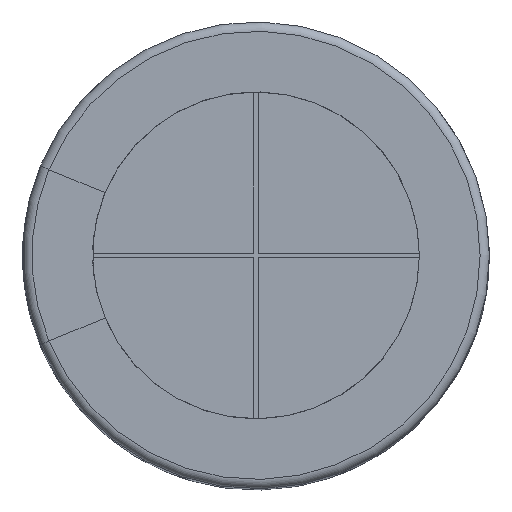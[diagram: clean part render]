
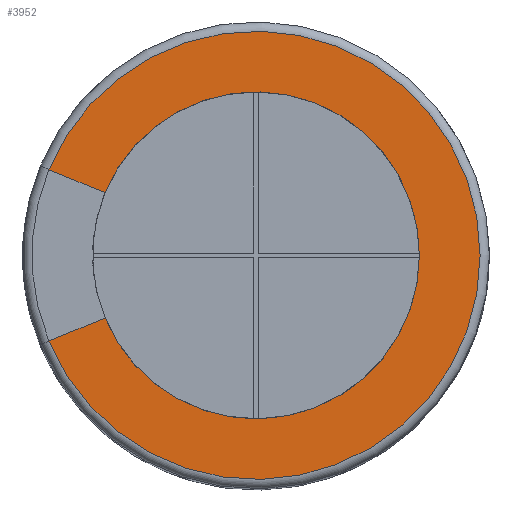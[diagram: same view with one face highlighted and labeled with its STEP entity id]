
A CAD part, top view. The second image highlights one B-rep face of the part: STEP entity #3952.
In plain terms, the highlighted planar face has unit normal (0, 0, 1).
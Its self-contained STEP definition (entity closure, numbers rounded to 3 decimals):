
#3603 = TOROIDAL_SURFACE('',#3604,4.8,0.2);
#3604 = AXIS2_PLACEMENT_3D('',#3605,#3606,#3607);
#3605 = CARTESIAN_POINT('',(0.,0.,15.8));
#3606 = DIRECTION('',(0.,0.,1.));
#3607 = DIRECTION('',(-0.924,0.383,0.));
#3620 = VERTEX_POINT('',#3621);
#3621 = CARTESIAN_POINT('',(-4.435,1.837,16.));
#3643 = VERTEX_POINT('',#3644);
#3644 = CARTESIAN_POINT('',(-4.435,-1.837,16.));
#3659 = PLANE('',#3660);
#3660 = AXIS2_PLACEMENT_3D('',#3661,#3662,#3663);
#3661 = CARTESIAN_POINT('',(0.,0.,16.));
#3662 = DIRECTION('',(0.,-0.,-1.));
#3663 = DIRECTION('',(-0.924,-0.383,0.));
#3840 = EDGE_CURVE('',#3620,#3643,#3841,.T.);
#3841 = SURFACE_CURVE('',#3842,(#3847,#3854),.PCURVE_S1.);
#3842 = CIRCLE('',#3843,4.8);
#3843 = AXIS2_PLACEMENT_3D('',#3844,#3845,#3846);
#3844 = CARTESIAN_POINT('',(0.,0.,16.));
#3845 = DIRECTION('',(0.,0.,-1.));
#3846 = DIRECTION('',(-0.924,0.383,0.));
#3847 = PCURVE('',#3603,#3848);
#3848 = DEFINITIONAL_REPRESENTATION('',(#3849),#3853);
#3849 = LINE('',#3850,#3851);
#3850 = CARTESIAN_POINT('',(-0.,1.571));
#3851 = VECTOR('',#3852,1.);
#3852 = DIRECTION('',(-1.,0.));
#3853 = ( GEOMETRIC_REPRESENTATION_CONTEXT(2)
PARAMETRIC_REPRESENTATION_CONTEXT() REPRESENTATION_CONTEXT('2D SPACE',''
) );
#3854 = PCURVE('',#3855,#3860);
#3855 = PLANE('',#3856);
#3856 = AXIS2_PLACEMENT_3D('',#3857,#3858,#3859);
#3857 = CARTESIAN_POINT('',(0.,0.,16.));
#3858 = DIRECTION('',(-0.,0.,-1.));
#3859 = DIRECTION('',(-0.924,0.383,0.));
#3860 = DEFINITIONAL_REPRESENTATION('',(#3861),#3865);
#3861 = CIRCLE('',#3862,4.8);
#3862 = AXIS2_PLACEMENT_2D('',#3863,#3864);
#3863 = CARTESIAN_POINT('',(0.,0.));
#3864 = DIRECTION('',(1.,0.));
#3865 = ( GEOMETRIC_REPRESENTATION_CONTEXT(2)
PARAMETRIC_REPRESENTATION_CONTEXT() REPRESENTATION_CONTEXT('2D SPACE',''
) );
#3872 = EDGE_CURVE('',#3620,#3873,#3875,.T.);
#3873 = VERTEX_POINT('',#3874);
#3874 = CARTESIAN_POINT('',(-3.234,1.339,16.));
#3875 = SURFACE_CURVE('',#3876,(#3880,#3887),.PCURVE_S1.);
#3876 = LINE('',#3877,#3878);
#3877 = CARTESIAN_POINT('',(-4.435,1.837,16.));
#3878 = VECTOR('',#3879,1.);
#3879 = DIRECTION('',(0.924,-0.383,0.));
#3880 = PCURVE('',#3659,#3881);
#3881 = DEFINITIONAL_REPRESENTATION('',(#3882),#3886);
#3882 = LINE('',#3883,#3884);
#3883 = CARTESIAN_POINT('',(3.394,3.394));
#3884 = VECTOR('',#3885,1.);
#3885 = DIRECTION('',(-0.707,-0.707));
#3886 = ( GEOMETRIC_REPRESENTATION_CONTEXT(2)
PARAMETRIC_REPRESENTATION_CONTEXT() REPRESENTATION_CONTEXT('2D SPACE',''
) );
#3887 = PCURVE('',#3855,#3888);
#3888 = DEFINITIONAL_REPRESENTATION('',(#3889),#3893);
#3889 = LINE('',#3890,#3891);
#3890 = CARTESIAN_POINT('',(4.8,0.));
#3891 = VECTOR('',#3892,1.);
#3892 = DIRECTION('',(-1.,0.));
#3893 = ( GEOMETRIC_REPRESENTATION_CONTEXT(2)
PARAMETRIC_REPRESENTATION_CONTEXT() REPRESENTATION_CONTEXT('2D SPACE',''
) );
#3896 = VERTEX_POINT('',#3897);
#3897 = CARTESIAN_POINT('',(-3.234,-1.339,16.));
#3924 = EDGE_CURVE('',#3643,#3896,#3925,.T.);
#3925 = SURFACE_CURVE('',#3926,(#3930,#3937),.PCURVE_S1.);
#3926 = LINE('',#3927,#3928);
#3927 = CARTESIAN_POINT('',(-4.435,-1.837,16.));
#3928 = VECTOR('',#3929,1.);
#3929 = DIRECTION('',(0.924,0.383,0.));
#3930 = PCURVE('',#3659,#3931);
#3931 = DEFINITIONAL_REPRESENTATION('',(#3932),#3936);
#3932 = LINE('',#3933,#3934);
#3933 = CARTESIAN_POINT('',(4.8,0.));
#3934 = VECTOR('',#3935,1.);
#3935 = DIRECTION('',(-1.,0.));
#3936 = ( GEOMETRIC_REPRESENTATION_CONTEXT(2)
PARAMETRIC_REPRESENTATION_CONTEXT() REPRESENTATION_CONTEXT('2D SPACE',''
) );
#3937 = PCURVE('',#3855,#3938);
#3938 = DEFINITIONAL_REPRESENTATION('',(#3939),#3943);
#3939 = LINE('',#3940,#3941);
#3940 = CARTESIAN_POINT('',(3.394,-3.394));
#3941 = VECTOR('',#3942,1.);
#3942 = DIRECTION('',(-0.707,0.707));
#3943 = ( GEOMETRIC_REPRESENTATION_CONTEXT(2)
PARAMETRIC_REPRESENTATION_CONTEXT() REPRESENTATION_CONTEXT('2D SPACE',''
) );
#3952 = ADVANCED_FACE('',(#3953),#3855,.F.);
#3953 = FACE_BOUND('',#3954,.F.);
#3954 = EDGE_LOOP('',(#3955,#3956,#3957,#3984));
#3955 = ORIENTED_EDGE('',*,*,#3840,.T.);
#3956 = ORIENTED_EDGE('',*,*,#3924,.T.);
#3957 = ORIENTED_EDGE('',*,*,#3958,.F.);
#3958 = EDGE_CURVE('',#3873,#3896,#3959,.T.);
#3959 = SURFACE_CURVE('',#3960,(#3965,#3972),.PCURVE_S1.);
#3960 = CIRCLE('',#3961,3.5);
#3961 = AXIS2_PLACEMENT_3D('',#3962,#3963,#3964);
#3962 = CARTESIAN_POINT('',(0.,0.,16.));
#3963 = DIRECTION('',(0.,0.,-1.));
#3964 = DIRECTION('',(-0.924,0.383,0.));
#3965 = PCURVE('',#3855,#3966);
#3966 = DEFINITIONAL_REPRESENTATION('',(#3967),#3971);
#3967 = CIRCLE('',#3968,3.5);
#3968 = AXIS2_PLACEMENT_2D('',#3969,#3970);
#3969 = CARTESIAN_POINT('',(0.,0.));
#3970 = DIRECTION('',(1.,0.));
#3971 = ( GEOMETRIC_REPRESENTATION_CONTEXT(2)
PARAMETRIC_REPRESENTATION_CONTEXT() REPRESENTATION_CONTEXT('2D SPACE',''
) );
#3972 = PCURVE('',#3973,#3978);
#3973 = CYLINDRICAL_SURFACE('',#3974,3.5);
#3974 = AXIS2_PLACEMENT_3D('',#3975,#3976,#3977);
#3975 = CARTESIAN_POINT('',(0.,0.,16.));
#3976 = DIRECTION('',(-0.,0.,-1.));
#3977 = DIRECTION('',(-0.924,0.383,0.));
#3978 = DEFINITIONAL_REPRESENTATION('',(#3979),#3983);
#3979 = LINE('',#3980,#3981);
#3980 = CARTESIAN_POINT('',(0.,0.));
#3981 = VECTOR('',#3982,1.);
#3982 = DIRECTION('',(1.,0.));
#3983 = ( GEOMETRIC_REPRESENTATION_CONTEXT(2)
PARAMETRIC_REPRESENTATION_CONTEXT() REPRESENTATION_CONTEXT('2D SPACE',''
) );
#3984 = ORIENTED_EDGE('',*,*,#3872,.F.);
